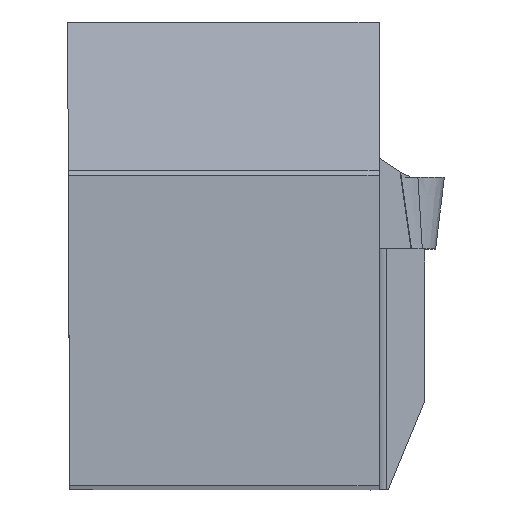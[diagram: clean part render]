
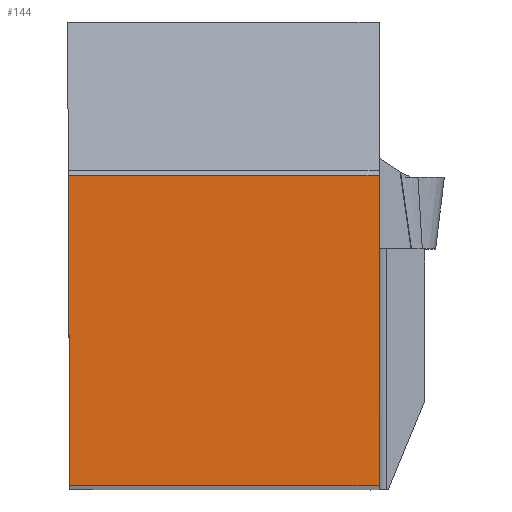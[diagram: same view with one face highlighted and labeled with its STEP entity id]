
A CAD part, top view. The second image highlights one B-rep face of the part: STEP entity #144.
In plain terms, the highlighted planar face has unit normal (0, 0, 1).
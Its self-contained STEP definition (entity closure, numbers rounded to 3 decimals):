
#144=ADVANCED_FACE('',(#221),#194,.T.);
#194=PLANE('',#1128);
#221=FACE_OUTER_BOUND('',#270,.T.);
#270=EDGE_LOOP('',(#499,#500,#501,#502));
#321=LINE('',#1356,#384);
#338=LINE('',#1456,#401);
#352=LINE('',#1494,#415);
#353=LINE('',#1495,#416);
#384=VECTOR('',#1180,1.);
#401=VECTOR('',#1203,1.);
#415=VECTOR('',#1229,1.);
#416=VECTOR('',#1230,1.);
#499=ORIENTED_EDGE('',*,*,#871,.T.);
#500=ORIENTED_EDGE('',*,*,#887,.F.);
#501=ORIENTED_EDGE('',*,*,#844,.F.);
#502=ORIENTED_EDGE('',*,*,#888,.T.);
#742=VERTEX_POINT('',#1355);
#743=VERTEX_POINT('',#1357);
#768=VERTEX_POINT('',#1455);
#769=VERTEX_POINT('',#1457);
#844=EDGE_CURVE('',#742,#743,#321,.T.);
#871=EDGE_CURVE('',#769,#768,#338,.T.);
#887=EDGE_CURVE('',#743,#768,#352,.T.);
#888=EDGE_CURVE('',#742,#769,#353,.T.);
#1128=AXIS2_PLACEMENT_3D('',#1496,#1231,#1232);
#1180=DIRECTION('',(0.,-1.,0.));
#1203=DIRECTION('',(0.004,-1.,0.));
#1229=DIRECTION('',(-1.,0.,0.));
#1230=DIRECTION('',(-1.,0.,0.));
#1231=DIRECTION('',(0.,0.,1.));
#1232=DIRECTION('',(1.,0.,0.));
#1355=CARTESIAN_POINT('',(19.875,19.875,0.));
#1356=CARTESIAN_POINT('',(19.875,-9.,0.));
#1357=CARTESIAN_POINT('',(19.875,0.,0.));
#1455=CARTESIAN_POINT('',(0.087,0.,0.));
#1456=CARTESIAN_POINT('',(0.127,-9.122,0.));
#1457=CARTESIAN_POINT('',(0.,19.875,0.));
#1494=CARTESIAN_POINT('',(28.167,0.,0.));
#1495=CARTESIAN_POINT('',(28.167,19.875,0.));
#1496=CARTESIAN_POINT('',(28.167,-9.,0.));
